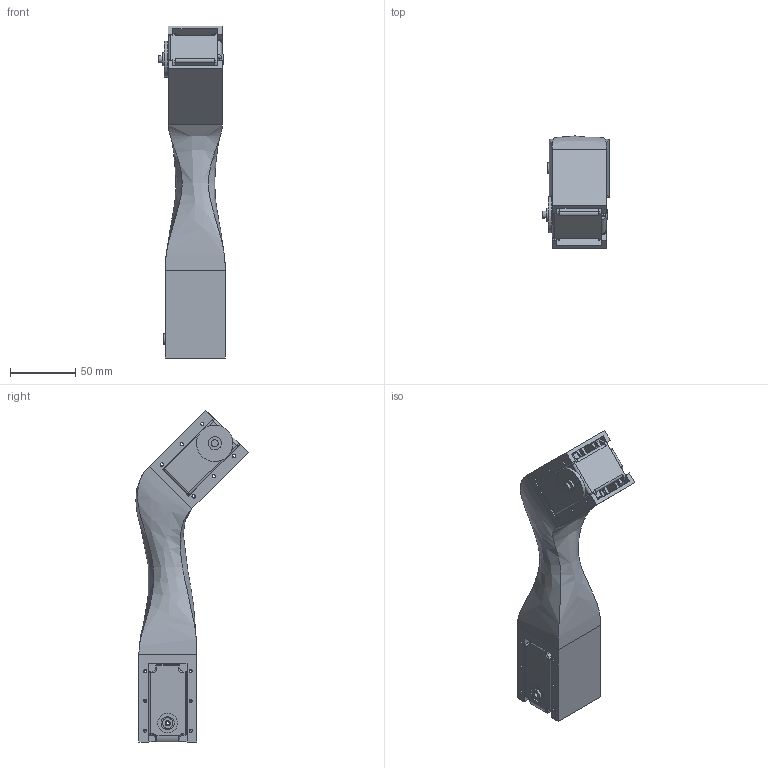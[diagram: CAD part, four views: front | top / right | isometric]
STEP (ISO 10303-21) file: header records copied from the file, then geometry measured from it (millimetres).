
FILE_DESCRIPTION(/* description */ (''),/* implementation_level */ '2;1');
FILE_NAME(/* name */ 'LINK2.stp',/* time_stamp */ '2025-10-15T20:22:34+09:00',/* author */ ('wlgns'),/* organization */ (''),/* preprocessor_version */ 'ST-DEVELOPER v20.1',/* originating_system */ 'Autodesk Inventor 2026',/* authorisation */ '');
FILE_SCHEMA (('AUTOMOTIVE_DESIGN { 1 0 10303 214 3 1 1 }'));
Length unit declared in the file: millimetre
Products named in the file (1): LINK2
Bounding box: 51.45 x 86.24 x 255.06 mm (x, y, z)
Volume: 266485.5 mm3; surface area: 94734.6 mm2
Topology: 1 solids, 1 shells, 769 faces, 2104 edges, 1357 vertices
Faces by surface type: plane 536, cylinder 162, bspline 32, sphere 14, torus 13, cone 12
Full cylindrical faces by diameter (mm): 2.05 x8, 2.5 x24, 2.613 x1, 2.7 x20, 3.2 x1, 4 x1, 5.5 x1, 8 x2, 10 x3, 11 x1, 15 x2, 16.8 x1, 28 x1
Entity records: 26411 total; most frequent: CARTESIAN_POINT 5907, ORIENTED_EDGE 4204, DIRECTION 3939, EDGE_CURVE 2102, LINE 1593, VECTOR 1593, VERTEX_POINT 1351, AXIS2_PLACEMENT_3D 1173
